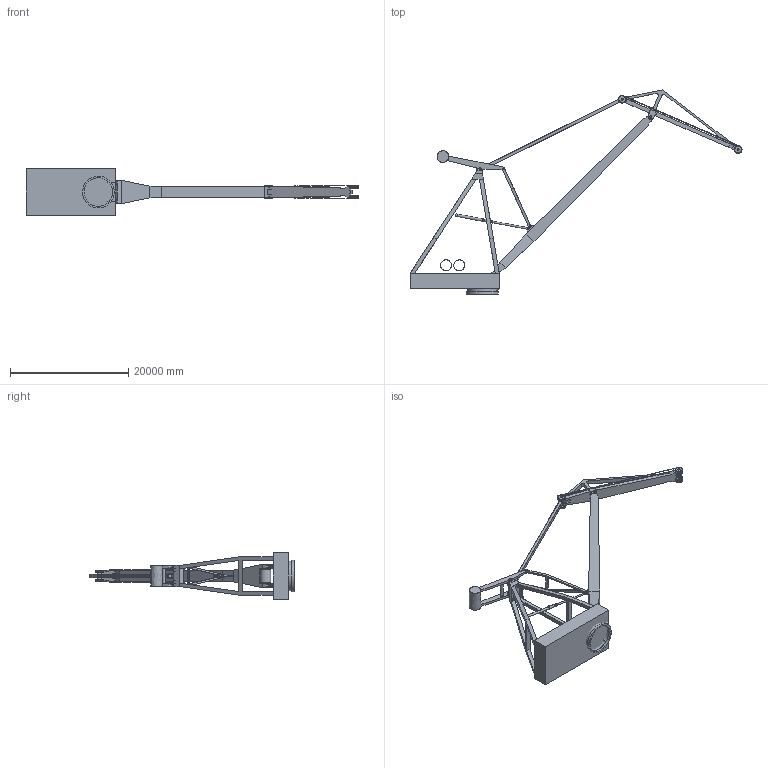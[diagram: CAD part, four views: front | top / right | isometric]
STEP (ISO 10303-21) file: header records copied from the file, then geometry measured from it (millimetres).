
FILE_DESCRIPTION(('FreeCAD Model'),'2;1');
FILE_NAME('Open CASCADE Shape Model','2025-05-03T12:05:21',('FreeCAD'),( 'FreeCAD'),'Open CASCADE STEP processor 7.6','FreeCAD','Unknown');
FILE_SCHEMA(('AUTOMOTIVE_DESIGN { 1 0 10303 214 1 1 1 1 }'));
Length unit declared in the file: millimetre
Products named in the file (1): Open CASCADE STEP translator 7.6 1
Bounding box: 56138.47 x 34540.38 x 7893.54 mm (x, y, z)
Volume: 535059861083.7 mm3; surface area: 1555824276.9 mm2
Topology: 48 solids, 63 shells, 655 faces, 1450 edges, 909 vertices
Faces by surface type: bspline 655
Entity records: 20850 total; most frequent: CARTESIAN_POINT 11923, ORIENTED_EDGE 2896, EDGE_CURVE 1450, B_SPLINE_CURVE_WITH_KNOTS 959, VERTEX_POINT 909, FACE_BOUND 785, EDGE_LOOP 785, ADVANCED_FACE 655
